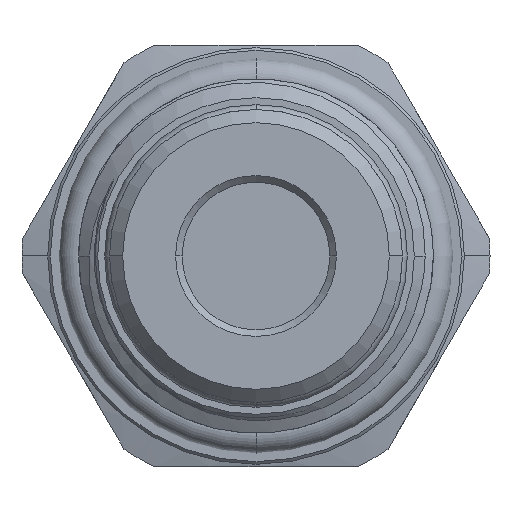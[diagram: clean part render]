
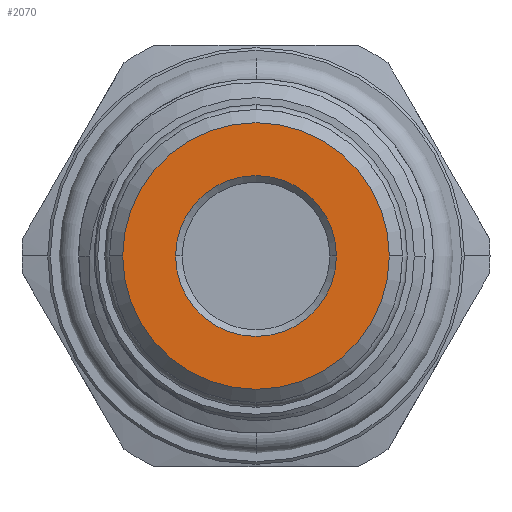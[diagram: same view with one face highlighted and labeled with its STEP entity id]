
A CAD part, left-side view. The second image highlights one B-rep face of the part: STEP entity #2070.
In plain terms, the highlighted planar face has unit normal (-1, 0, 0).
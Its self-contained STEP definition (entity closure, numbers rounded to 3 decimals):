
#189 = EDGE_CURVE ( 'NONE', #8505, #5212, #3934, .T. ) ;
#289 = DIRECTION ( 'NONE',  ( 0., 1., 0. ) ) ;
#304 = ORIENTED_EDGE ( 'NONE', *, *, #2014, .T. ) ;
#482 = VERTEX_POINT ( 'NONE', #3816 ) ;
#486 = ORIENTED_EDGE ( 'NONE', *, *, #5671, .T. ) ;
#846 = CARTESIAN_POINT ( 'NONE',  ( -78.1, 0., 0. ) ) ;
#956 = DIRECTION ( 'NONE',  ( 0., 1., 0. ) ) ;
#975 = DIRECTION ( 'NONE',  ( -1., 0., 0. ) ) ;
#1319 = AXIS2_PLACEMENT_3D ( 'NONE', #7284, #5890, #8791 ) ;
#1368 = CARTESIAN_POINT ( 'NONE',  ( -78.1, -6.1, 0. ) ) ;
#1650 = CARTESIAN_POINT ( 'NONE',  ( -78.1, 0., 0. ) ) ;
#1662 = ORIENTED_EDGE ( 'NONE', *, *, #189, .T. ) ;
#1784 = DIRECTION ( 'NONE',  ( 0., 1., 0. ) ) ;
#2014 = EDGE_CURVE ( 'NONE', #5212, #8505, #9008, .T. ) ;
#2070 = ADVANCED_FACE ( 'NONE', ( #2111, #7235 ), #5316, .T. ) ;
#2111 = FACE_BOUND ( 'NONE', #6878, .T. ) ;
#3013 = DIRECTION ( 'NONE',  ( -1., 0., 0. ) ) ;
#3739 = CARTESIAN_POINT ( 'NONE',  ( -78.1, 0., 0. ) ) ;
#3782 = DIRECTION ( 'NONE',  ( 0., 1., 0. ) ) ;
#3784 = AXIS2_PLACEMENT_3D ( 'NONE', #846, #4623, #1784 ) ;
#3816 = CARTESIAN_POINT ( 'NONE',  ( -78.1, 6.1, 0. ) ) ;
#3934 = CIRCLE ( 'NONE', #3784, 10.11 ) ;
#4623 = DIRECTION ( 'NONE',  ( -1., 0., 0. ) ) ;
#4636 = EDGE_LOOP ( 'NONE', ( #1662, #304 ) ) ;
#5208 = CIRCLE ( 'NONE', #1319, 6.1 ) ;
#5212 = VERTEX_POINT ( 'NONE', #5689 ) ;
#5237 = EDGE_CURVE ( 'NONE', #482, #8693, #5208, .T. ) ;
#5253 = CARTESIAN_POINT ( 'NONE',  ( -78.1, -10.11, 0. ) ) ;
#5298 = DIRECTION ( 'NONE',  ( 1., 0., 0. ) ) ;
#5316 = PLANE ( 'NONE',  #8696 ) ;
#5612 = CIRCLE ( 'NONE', #6003, 6.1 ) ;
#5671 = EDGE_CURVE ( 'NONE', #8693, #482, #5612, .T. ) ;
#5689 = CARTESIAN_POINT ( 'NONE',  ( -78.1, 10.11, 0. ) ) ;
#5890 = DIRECTION ( 'NONE',  ( 1., 0., 0. ) ) ;
#5974 = ORIENTED_EDGE ( 'NONE', *, *, #5237, .T. ) ;
#6003 = AXIS2_PLACEMENT_3D ( 'NONE', #8132, #5298, #956 ) ;
#6878 = EDGE_LOOP ( 'NONE', ( #5974, #486 ) ) ;
#7235 = FACE_OUTER_BOUND ( 'NONE', #4636, .T. ) ;
#7284 = CARTESIAN_POINT ( 'NONE',  ( -78.1, 0., 0. ) ) ;
#8132 = CARTESIAN_POINT ( 'NONE',  ( -78.1, 0., 0. ) ) ;
#8505 = VERTEX_POINT ( 'NONE', #5253 ) ;
#8654 = AXIS2_PLACEMENT_3D ( 'NONE', #1650, #3013, #3782 ) ;
#8693 = VERTEX_POINT ( 'NONE', #1368 ) ;
#8696 = AXIS2_PLACEMENT_3D ( 'NONE', #3739, #975, #289 ) ;
#8791 = DIRECTION ( 'NONE',  ( 0., 1., 0. ) ) ;
#9008 = CIRCLE ( 'NONE', #8654, 10.11 ) ;
